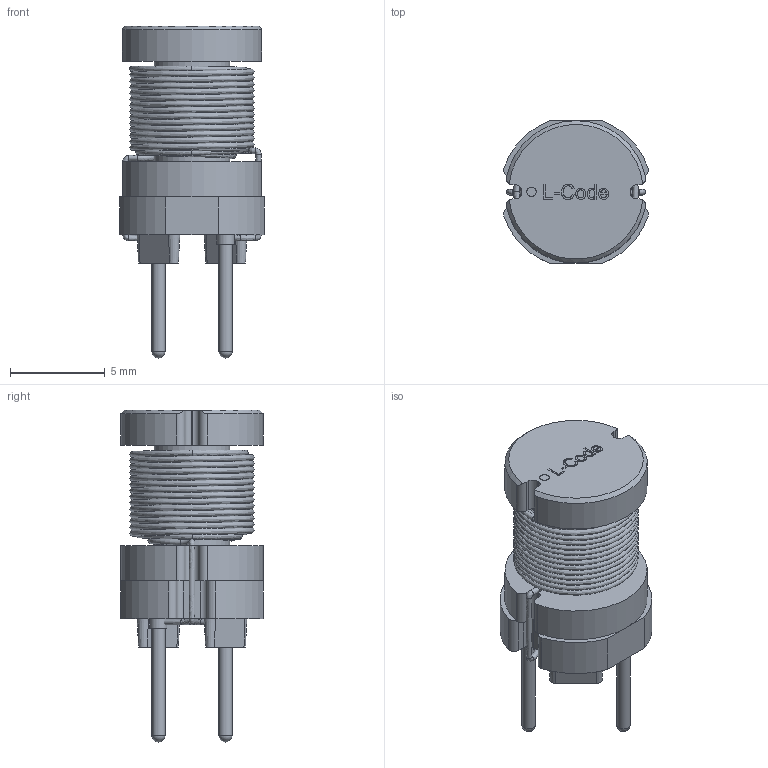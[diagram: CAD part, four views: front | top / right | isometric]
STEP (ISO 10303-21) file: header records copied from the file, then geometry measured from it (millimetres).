
FILE_DESCRIPTION(/* description */ ('Unknown'),/* implementation_level */ '2;1');
FILE_NAME(/* name */ 'WE-TI_8012B_744743xxx',/* time_stamp */ '2022-08-17T14:45:40+02:00',/* author */ ('Unknown'),/* organization */ ('Unknown'),/* preprocessor_version */ 'ST-DEVELOPER v16.7',/* originating_system */ 'Solid Edge',/* authorisation */ 'Unknown');
FILE_SCHEMA (('AUTOMOTIVE_DESIGN {1 0 10303 214 3 1 1}'));
Length unit declared in the file: millimetre
Products named in the file (4): 744743xxx; Kern; Boden; Pin
Assembly tree (4 placements, depth 2):
  744743xxx
    Kern
    Boden
    Pin  x2
Bounding box: 7.63 x 7.5 x 17.5 mm (x, y, z)
Volume: 392.4 mm3; surface area: 1412.1 mm2
Topology: 5 solids, 5 shells, 155 faces, 363 edges, 238 vertices
Faces by surface type: plane 74, cylinder 44, bspline 29, cone 6, sphere 2
Full cylindrical faces by diameter (mm): 0.5 x1, 0.7 x6, 0.9 x2, 1.5 x2, 4 x1
Entity records: 12028 total; most frequent: CARTESIAN_POINT 8271, ORIENTED_EDGE 618, DIRECTION 578, EDGE_CURVE 309, AXIS2_PLACEMENT_3D 222, VERTEX_POINT 221, EDGE_LOOP 200, FACE_BOUND 200
